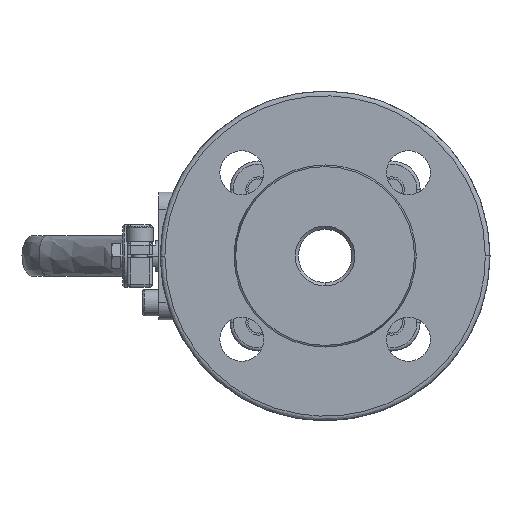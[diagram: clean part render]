
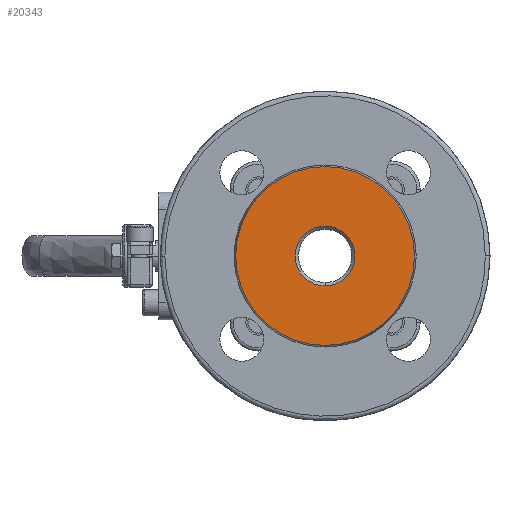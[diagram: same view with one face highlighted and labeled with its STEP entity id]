
A CAD part, left-side view. The second image highlights one B-rep face of the part: STEP entity #20343.
In plain terms, the highlighted planar face has unit normal (-1, 0, 0).
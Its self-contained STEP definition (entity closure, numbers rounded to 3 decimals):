
#1199 = VERTEX_POINT ( 'NONE', #31985 ) ;
#1813 = CIRCLE ( 'NONE', #11850, 28.464 ) ;
#2810 = DIRECTION ( 'NONE',  ( 1., 0., 0. ) ) ;
#3044 = VERTEX_POINT ( 'NONE', #26859 ) ;
#4604 = AXIS2_PLACEMENT_3D ( 'NONE', #6156, #9774, #33276 ) ;
#6156 = CARTESIAN_POINT ( 'NONE',  ( -55.5, 0., 0. ) ) ;
#6179 = CARTESIAN_POINT ( 'NONE',  ( -55.5, 0., 0. ) ) ;
#6534 = CIRCLE ( 'NONE', #11557, 28.464 ) ;
#8244 = CARTESIAN_POINT ( 'NONE',  ( -55.5, 9.5, 0. ) ) ;
#8604 = ORIENTED_EDGE ( 'NONE', *, *, #43766, .F. ) ;
#9774 = DIRECTION ( 'NONE',  ( 1., 0., 0. ) ) ;
#11557 = AXIS2_PLACEMENT_3D ( 'NONE', #6179, #2810, #33301 ) ;
#11850 = AXIS2_PLACEMENT_3D ( 'NONE', #19883, #12960, #26302 ) ;
#12960 = DIRECTION ( 'NONE',  ( 1., 0., 0. ) ) ;
#13528 = CARTESIAN_POINT ( 'NONE',  ( -55.5, -28.464, 0. ) ) ;
#15237 = CIRCLE ( 'NONE', #19493, 9.5 ) ;
#18628 = AXIS2_PLACEMENT_3D ( 'NONE', #8244, #25405, #22111 ) ;
#18732 = EDGE_LOOP ( 'NONE', ( #42172, #29069 ) ) ;
#19493 = AXIS2_PLACEMENT_3D ( 'NONE', #24862, #38375, #38158 ) ;
#19883 = CARTESIAN_POINT ( 'NONE',  ( -55.5, 0., 0. ) ) ;
#20343 = ADVANCED_FACE ( 'NONE', ( #41647, #31573 ), #42322, .T. ) ;
#21769 = CIRCLE ( 'NONE', #4604, 9.5 ) ;
#22111 = DIRECTION ( 'NONE',  ( 0., -1., 0. ) ) ;
#22538 = VERTEX_POINT ( 'NONE', #13528 ) ;
#23014 = EDGE_CURVE ( 'NONE', #1199, #32641, #21769, .T. ) ;
#24862 = CARTESIAN_POINT ( 'NONE',  ( -55.5, 0., 0. ) ) ;
#25405 = DIRECTION ( 'NONE',  ( -1., 0., 0. ) ) ;
#26302 = DIRECTION ( 'NONE',  ( 0., 1., 0. ) ) ;
#26859 = CARTESIAN_POINT ( 'NONE',  ( -55.5, 28.464, 0. ) ) ;
#27376 = CARTESIAN_POINT ( 'NONE',  ( -55.5, 0., 9.5 ) ) ;
#27412 = EDGE_CURVE ( 'NONE', #32641, #1199, #15237, .T. ) ;
#29069 = ORIENTED_EDGE ( 'NONE', *, *, #23014, .T. ) ;
#31573 = FACE_BOUND ( 'NONE', #18732, .T. ) ;
#31985 = CARTESIAN_POINT ( 'NONE',  ( -55.5, 0., -9.5 ) ) ;
#32576 = ORIENTED_EDGE ( 'NONE', *, *, #39852, .F. ) ;
#32641 = VERTEX_POINT ( 'NONE', #27376 ) ;
#33276 = DIRECTION ( 'NONE',  ( 0., 0., 1. ) ) ;
#33301 = DIRECTION ( 'NONE',  ( 0., 1., 0. ) ) ;
#38158 = DIRECTION ( 'NONE',  ( 0., 0., 1. ) ) ;
#38375 = DIRECTION ( 'NONE',  ( 1., 0., 0. ) ) ;
#39852 = EDGE_CURVE ( 'NONE', #3044, #22538, #6534, .T. ) ;
#41120 = EDGE_LOOP ( 'NONE', ( #32576, #8604 ) ) ;
#41647 = FACE_OUTER_BOUND ( 'NONE', #41120, .T. ) ;
#42172 = ORIENTED_EDGE ( 'NONE', *, *, #27412, .T. ) ;
#42322 = PLANE ( 'NONE',  #18628 ) ;
#43766 = EDGE_CURVE ( 'NONE', #22538, #3044, #1813, .T. ) ;
